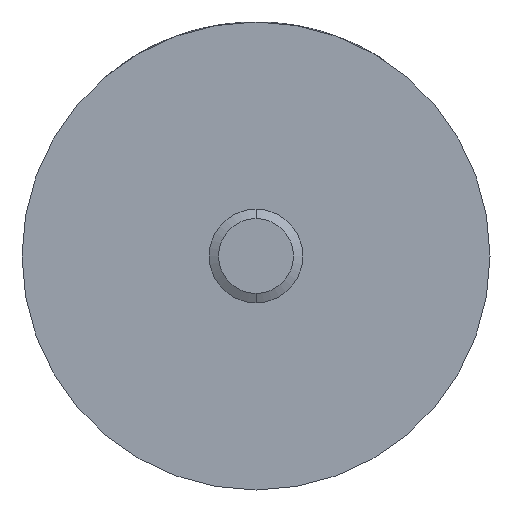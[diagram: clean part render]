
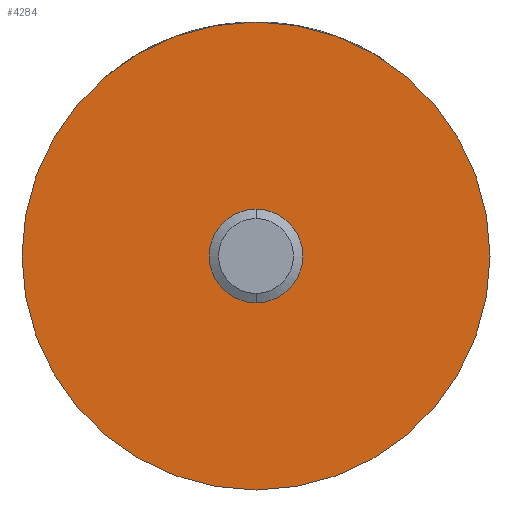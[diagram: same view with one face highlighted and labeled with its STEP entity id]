
A CAD part, front view. The second image highlights one B-rep face of the part: STEP entity #4284.
In plain terms, the highlighted planar face has unit normal (0, -1, 0).
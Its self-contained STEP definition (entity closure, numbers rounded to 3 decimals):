
#228 = AXIS2_PLACEMENT_3D ( 'NONE', #1693, #1694, #1688 ) ;
#695 = CIRCLE ( 'NONE', #3346, 5. ) ;
#881 = CIRCLE ( 'NONE', #3356, 25. ) ;
#894 = CIRCLE ( 'NONE', #3358, 25. ) ;
#982 = CIRCLE ( 'NONE', #3417, 5. ) ;
#1099 = FACE_BOUND ( 'NONE', #5445, .T. ) ;
#1134 = FACE_OUTER_BOUND ( 'NONE', #5439, .T. ) ;
#1688 = DIRECTION ( 'NONE',  ( 0., 0., -1. ) ) ;
#1690 = PLANE ( 'NONE',  #228 ) ;
#1693 = CARTESIAN_POINT ( 'NONE',  ( 5., -15., 0. ) ) ;
#1694 = DIRECTION ( 'NONE',  ( 0., -1., 0. ) ) ;
#2049 = CARTESIAN_POINT ( 'NONE',  ( 0., -15., -25. ) ) ;
#2052 = CARTESIAN_POINT ( 'NONE',  ( 0., -15., 25. ) ) ;
#2113 = CARTESIAN_POINT ( 'NONE',  ( 0., -15., 5. ) ) ;
#3194 = CARTESIAN_POINT ( 'NONE',  ( 0., -15., -5. ) ) ;
#3346 = AXIS2_PLACEMENT_3D ( 'NONE', #6465, #6466, #6467 ) ;
#3356 = AXIS2_PLACEMENT_3D ( 'NONE', #6406, #6405, #6404 ) ;
#3358 = AXIS2_PLACEMENT_3D ( 'NONE', #6184, #6171, #6170 ) ;
#3417 = AXIS2_PLACEMENT_3D ( 'NONE', #7388, #7387, #7385 ) ;
#4284 = ADVANCED_FACE ( 'NONE', ( #1134, #1099 ), #1690, .T. ) ;
#4652 = VERTEX_POINT ( 'NONE', #2052 ) ;
#4655 = VERTEX_POINT ( 'NONE', #2049 ) ;
#4766 = VERTEX_POINT ( 'NONE', #2113 ) ;
#4987 = VERTEX_POINT ( 'NONE', #3194 ) ;
#5439 = EDGE_LOOP ( 'NONE', ( #9230, #9057 ) ) ;
#5445 = EDGE_LOOP ( 'NONE', ( #9242, #9105 ) ) ;
#5555 = EDGE_CURVE ( 'NONE', #4766, #4987, #982, .T. ) ;
#5632 = EDGE_CURVE ( 'NONE', #4652, #4655, #894, .T. ) ;
#5640 = EDGE_CURVE ( 'NONE', #4655, #4652, #881, .T. ) ;
#5887 = EDGE_CURVE ( 'NONE', #4987, #4766, #695, .T. ) ;
#6170 = DIRECTION ( 'NONE',  ( 0., 0., -1. ) ) ;
#6171 = DIRECTION ( 'NONE',  ( 0., -1., 0. ) ) ;
#6184 = CARTESIAN_POINT ( 'NONE',  ( 0., -15., 0. ) ) ;
#6404 = DIRECTION ( 'NONE',  ( 0., 0., -1. ) ) ;
#6405 = DIRECTION ( 'NONE',  ( 0., -1., 0. ) ) ;
#6406 = CARTESIAN_POINT ( 'NONE',  ( 0., -15., 0. ) ) ;
#6465 = CARTESIAN_POINT ( 'NONE',  ( 0., -15., 0. ) ) ;
#6466 = DIRECTION ( 'NONE',  ( 0., -1., 0. ) ) ;
#6467 = DIRECTION ( 'NONE',  ( 0., 0., -1. ) ) ;
#7385 = DIRECTION ( 'NONE',  ( 0., 0., -1. ) ) ;
#7387 = DIRECTION ( 'NONE',  ( 0., -1., 0. ) ) ;
#7388 = CARTESIAN_POINT ( 'NONE',  ( 0., -15., 0. ) ) ;
#9057 = ORIENTED_EDGE ( 'NONE', *, *, #5632, .T. ) ;
#9105 = ORIENTED_EDGE ( 'NONE', *, *, #5555, .F. ) ;
#9230 = ORIENTED_EDGE ( 'NONE', *, *, #5640, .T. ) ;
#9242 = ORIENTED_EDGE ( 'NONE', *, *, #5887, .F. ) ;
